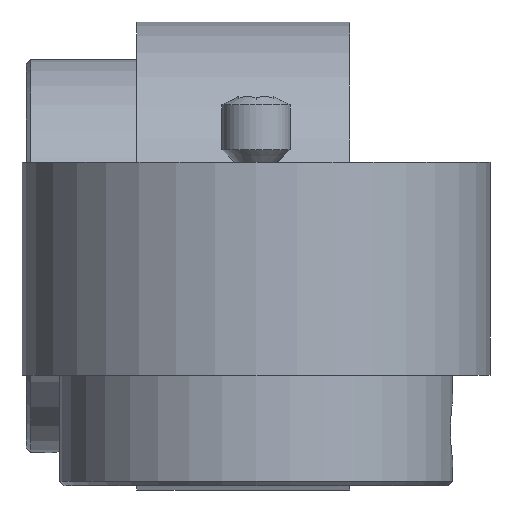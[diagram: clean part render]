
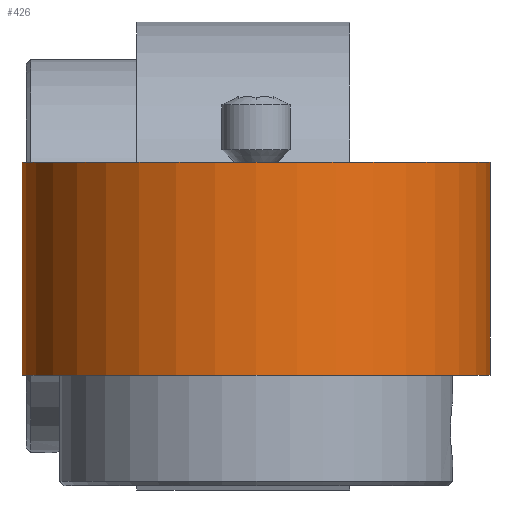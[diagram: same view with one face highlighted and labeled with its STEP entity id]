
A CAD part, front view. The second image highlights one B-rep face of the part: STEP entity #426.
In plain terms, the highlighted cylindrical face has radius 27.5 mm (diameter 55 mm), a full revolution.
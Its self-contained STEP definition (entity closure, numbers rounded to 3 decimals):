
#426 = ADVANCED_FACE( '', ( #529, #530 ), #531, .T. );
#529 = FACE_OUTER_BOUND( '', #711, .T. );
#530 = FACE_OUTER_BOUND( '', #712, .T. );
#531 = CYLINDRICAL_SURFACE( '', #713, 27.5 );
#711 = EDGE_LOOP( '', ( #917 ) );
#712 = EDGE_LOOP( '', ( #918 ) );
#713 = AXIS2_PLACEMENT_3D( '', #919, #920, #921 );
#917 = ORIENTED_EDGE( '', *, *, #1263, .T. );
#918 = ORIENTED_EDGE( '', *, *, #1264, .F. );
#919 = CARTESIAN_POINT( '', ( 0., 0., -25. ) );
#920 = DIRECTION( '', ( 0., 0., -1. ) );
#921 = DIRECTION( '', ( 1., 0., 0. ) );
#1263 = EDGE_CURVE( '', #1379, #1379, #1380, .T. );
#1264 = EDGE_CURVE( '', #1381, #1381, #1382, .T. );
#1379 = VERTEX_POINT( '', #1815 );
#1380 = CIRCLE( '', #1816, 27.5 );
#1381 = VERTEX_POINT( '', #1817 );
#1382 = CIRCLE( '', #1818, 27.5 );
#1815 = CARTESIAN_POINT( '', ( 27.5, 0., -25. ) );
#1816 = AXIS2_PLACEMENT_3D( '', #2415, #2416, #2417 );
#1817 = CARTESIAN_POINT( '', ( 27.5, 0., 0. ) );
#1818 = AXIS2_PLACEMENT_3D( '', #2418, #2419, #2420 );
#2415 = CARTESIAN_POINT( '', ( 0., 0., -25. ) );
#2416 = DIRECTION( '', ( 0., 0., 1. ) );
#2417 = DIRECTION( '', ( 1., 0., 0. ) );
#2418 = CARTESIAN_POINT( '', ( 0., 0., 0. ) );
#2419 = DIRECTION( '', ( 0., 0., 1. ) );
#2420 = DIRECTION( '', ( 1., 0., 0. ) );
